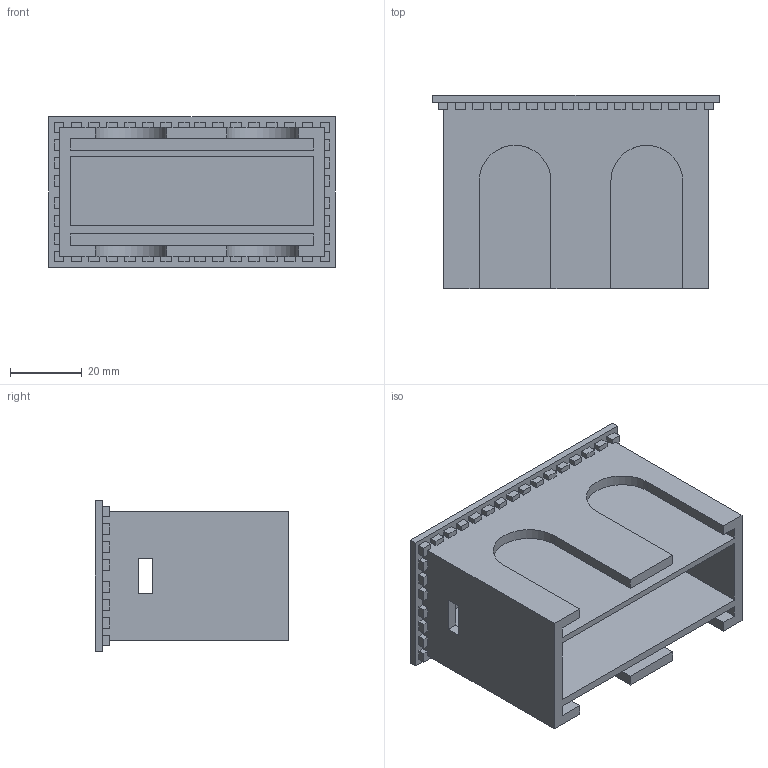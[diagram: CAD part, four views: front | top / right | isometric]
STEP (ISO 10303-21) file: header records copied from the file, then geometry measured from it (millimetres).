
FILE_DESCRIPTION (( 'STEP AP214' ), '1' );
FILE_NAME ('旽-1.STEP', '2025-01-29T13:48:32', ( '' ), ( '' ), 'SwSTEP 2.0', 'SolidWorks 2022', '' );
FILE_SCHEMA (( 'AUTOMOTIVE_DESIGN' ));
Length unit declared in the file: millimetre
Products named in the file (1): МО-1
Bounding box: 80 x 54 x 42 mm (x, y, z)
Volume: 44460.5 mm3; surface area: 37662.5 mm2
Topology: 1 solids, 1 shells, 228 faces, 672 edges, 448 vertices
Faces by surface type: plane 224, cylinder 4
Entity records: 7486 total; most frequent: CARTESIAN_POINT 1349, ORIENTED_EDGE 1344, DIRECTION 1138, EDGE_CURVE 672, VECTOR 664, LINE 664, VERTEX_POINT 448, AXIS2_PLACEMENT_3D 237
